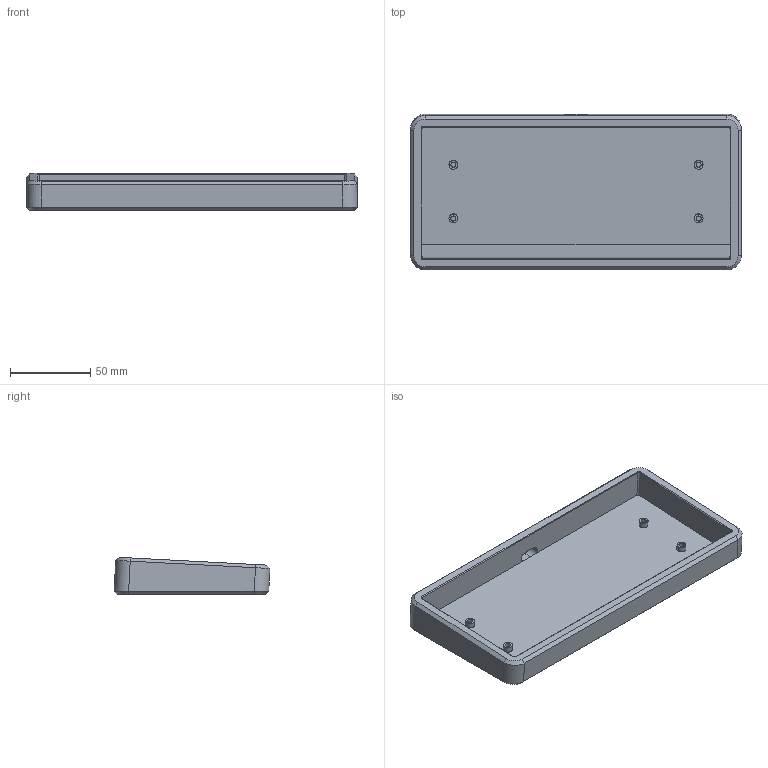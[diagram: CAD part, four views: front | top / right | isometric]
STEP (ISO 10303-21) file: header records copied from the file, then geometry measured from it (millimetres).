
FILE_DESCRIPTION(/* description */ (''),/* implementation_level */ '2;1');
FILE_NAME(/* name */ 'Bruce MFR2.step',/* time_stamp */ '2024-01-19T16:50:16-08:00',/* author */ (''),/* organization */ (''),/* preprocessor_version */ 'ST-DEVELOPER v20',/* originating_system */ 'Autodesk Translation Framework v12.14.0.127',/* authorisation */ '');
FILE_SCHEMA (('AUTOMOTIVE_DESIGN { 1 0 10303 214 3 1 1 }'));
Length unit declared in the file: millimetre
Products named in the file (1): Bruce the MFR2
Bounding box: 205.5 x 96.84 x 23.17 mm (x, y, z)
Volume: 122489.2 mm3; surface area: 60266.5 mm2
Topology: 1 solids, 1 shells, 81 faces, 179 edges, 108 vertices
Faces by surface type: plane 41, cylinder 20, cone 12, bspline 8
Full cylindrical faces by diameter (mm): 3.2 x4, 5.5 x4
Entity records: 2388 total; most frequent: CARTESIAN_POINT 585, DIRECTION 361, ORIENTED_EDGE 358, EDGE_CURVE 179, AXIS2_PLACEMENT_3D 124, LINE 113, VECTOR 113, VERTEX_POINT 108
